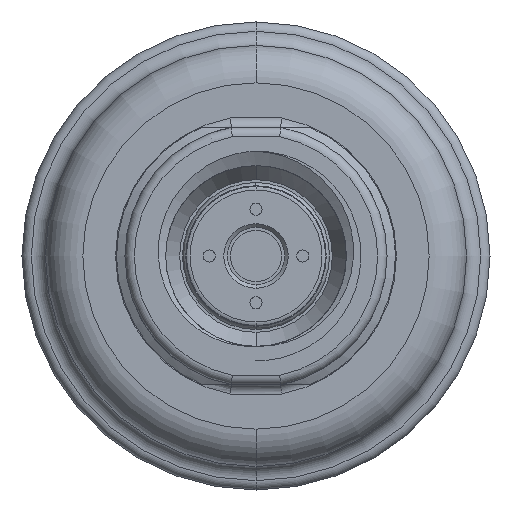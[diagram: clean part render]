
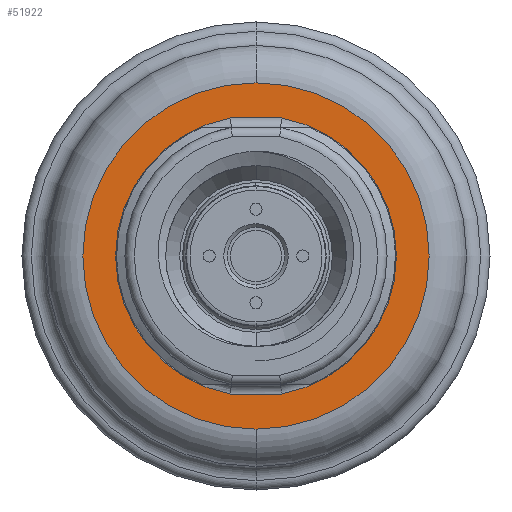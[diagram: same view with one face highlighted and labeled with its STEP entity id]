
A CAD part, front view. The second image highlights one B-rep face of the part: STEP entity #51922.
In plain terms, the highlighted planar face has unit normal (0, -1, 0).
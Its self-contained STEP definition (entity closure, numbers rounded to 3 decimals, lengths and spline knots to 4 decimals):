
#18502=CARTESIAN_POINT('',(0.,-0.1181,0.));
#18503=DIRECTION('',(0.,-1.,0.));
#18504=DIRECTION('',(0.,0.,-1.));
#18505=AXIS2_PLACEMENT_3D('',#18502,#18503,#18504);
#18507=CARTESIAN_POINT('',(0.,-0.1181,0.));
#18508=DIRECTION('',(0.,-1.,0.));
#18509=DIRECTION('',(0.,0.,1.));
#18510=AXIS2_PLACEMENT_3D('',#18507,#18508,#18509);
#18512=CARTESIAN_POINT('',(0.,-0.1181,0.));
#18513=DIRECTION('',(0.,-1.,0.));
#18514=DIRECTION('',(-0.182,0.,0.983));
#18515=AXIS2_PLACEMENT_3D('',#18512,#18513,#18514);
#18517=DIRECTION('',(1.,0.,0.));
#18518=VECTOR('',#18517,0.2147);
#18519=CARTESIAN_POINT('',(-0.1074,-0.1181,
-0.5807));
#18520=LINE('',#18519,#18518);
#18521=CARTESIAN_POINT('',(0.,-0.1181,0.));
#18522=DIRECTION('',(0.,-1.,0.));
#18523=DIRECTION('',(0.182,0.,-0.983));
#18524=AXIS2_PLACEMENT_3D('',#18521,#18522,#18523);
#18526=DIRECTION('',(-1.,0.,0.));
#18527=VECTOR('',#18526,0.2147);
#18528=CARTESIAN_POINT('',(0.1074,-0.1181,
0.5807));
#18529=LINE('',#18528,#18527);
#30401=CARTESIAN_POINT('',(-0.1074,-0.1181,
0.5807));
#30402=CARTESIAN_POINT('',(-0.1074,-0.1181,
-0.5807));
#30403=VERTEX_POINT('',#30401);
#30404=VERTEX_POINT('',#30402);
#30409=CARTESIAN_POINT('',(0.1074,-0.1181,
-0.5807));
#30410=CARTESIAN_POINT('',(0.1074,-0.1181,
0.5807));
#30411=VERTEX_POINT('',#30409);
#30412=VERTEX_POINT('',#30410);
#30742=CARTESIAN_POINT('',(0.,-0.1181,-0.7283));
#30743=CARTESIAN_POINT('',(0.,-0.1181,0.7283));
#30744=VERTEX_POINT('',#30742);
#30745=VERTEX_POINT('',#30743);
#51902=CARTESIAN_POINT('',(0.,-0.1181,0.));
#51903=DIRECTION('',(0.,-1.,0.));
#51904=DIRECTION('',(0.,0.,1.));
#51905=AXIS2_PLACEMENT_3D('',#51902,#51903,#51904);
#51906=PLANE('',#51905);
#51908=ORIENTED_EDGE('',*,*,#51907,.F.);
#51910=ORIENTED_EDGE('',*,*,#51909,.F.);
#51911=EDGE_LOOP('',(#51908,#51910));
#51912=FACE_OUTER_BOUND('',#51911,.F.);
#51913=ORIENTED_EDGE('',*,*,#51892,.T.);
#51915=ORIENTED_EDGE('',*,*,#51914,.T.);
#51917=ORIENTED_EDGE('',*,*,#51916,.T.);
#51919=ORIENTED_EDGE('',*,*,#51918,.T.);
#51920=EDGE_LOOP('',(#51913,#51915,#51917,#51919));
#51921=FACE_BOUND('',#51920,.F.);
#51922=ADVANCED_FACE('',(#51912,#51921),#51906,.T.);
#18506=CIRCLE('',#18505,0.7283);
#18511=CIRCLE('',#18510,0.7283);
#18516=CIRCLE('',#18515,0.5906);
#18525=CIRCLE('',#18524,0.5906);
#51892=EDGE_CURVE('',#30403,#30404,#18516,.T.);
#51907=EDGE_CURVE('',#30744,#30745,#18506,.T.);
#51909=EDGE_CURVE('',#30745,#30744,#18511,.T.);
#51914=EDGE_CURVE('',#30404,#30411,#18520,.T.);
#51916=EDGE_CURVE('',#30411,#30412,#18525,.T.);
#51918=EDGE_CURVE('',#30412,#30403,#18529,.T.);
